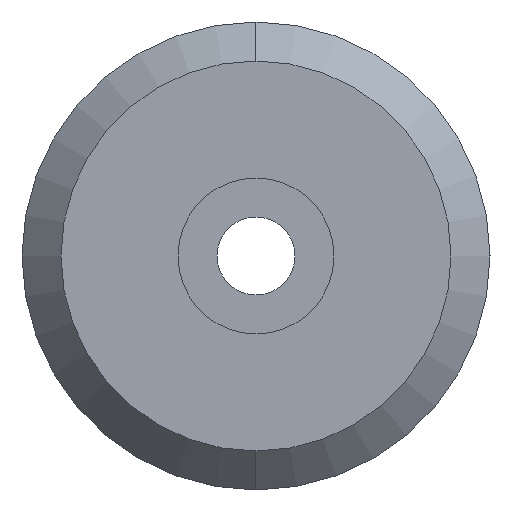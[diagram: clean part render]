
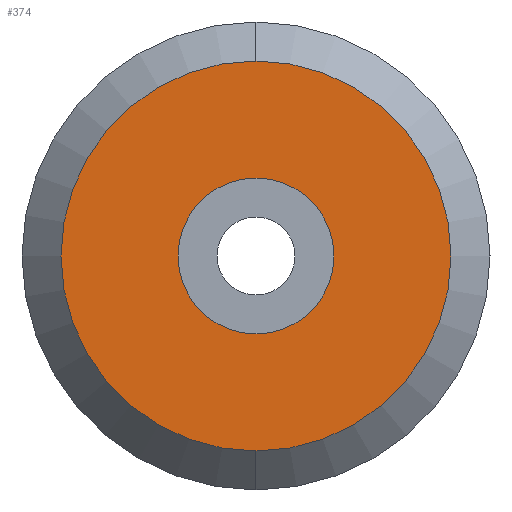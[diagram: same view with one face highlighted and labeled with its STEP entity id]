
A CAD part, left-side view. The second image highlights one B-rep face of the part: STEP entity #374.
In plain terms, the highlighted planar face has unit normal (-1, 0, 0).
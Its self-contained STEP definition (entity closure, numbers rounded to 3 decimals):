
#27 = CARTESIAN_POINT ( 'NONE',  ( -96., 0., 0. ) ) ;
#37 = DIRECTION ( 'NONE',  ( 0., 0., -1. ) ) ;
#88 = VERTEX_POINT ( 'NONE', #1733 ) ;
#161 = ORIENTED_EDGE ( 'NONE', *, *, #1092, .F. ) ;
#183 = DIRECTION ( 'NONE',  ( 0., 0., -1. ) ) ;
#259 = EDGE_LOOP ( 'NONE', ( #161, #861 ) ) ;
#320 = EDGE_CURVE ( 'NONE', #2298, #490, #1712, .T. ) ;
#349 = AXIS2_PLACEMENT_3D ( 'NONE', #867, #2414, #2426 ) ;
#374 = ADVANCED_FACE ( 'NONE', ( #1554, #835 ), #1542, .T. ) ;
#425 = CIRCLE ( 'NONE', #828, 5. ) ;
#435 = DIRECTION ( 'NONE',  ( -1., 0., 0. ) ) ;
#471 = EDGE_LOOP ( 'NONE', ( #1034, #1688 ) ) ;
#490 = VERTEX_POINT ( 'NONE', #2147 ) ;
#598 = EDGE_CURVE ( 'NONE', #88, #1002, #425, .T. ) ;
#695 = EDGE_CURVE ( 'NONE', #490, #2298, #1872, .T. ) ;
#762 = CARTESIAN_POINT ( 'NONE',  ( -96., 0., -5. ) ) ;
#795 = CARTESIAN_POINT ( 'NONE',  ( -96., 0., 0. ) ) ;
#828 = AXIS2_PLACEMENT_3D ( 'NONE', #1061, #2228, #1072 ) ;
#835 = FACE_OUTER_BOUND ( 'NONE', #259, .T. ) ;
#861 = ORIENTED_EDGE ( 'NONE', *, *, #598, .F. ) ;
#867 = CARTESIAN_POINT ( 'NONE',  ( -96., 0., 0. ) ) ;
#981 = CARTESIAN_POINT ( 'NONE',  ( -96., 0., -2. ) ) ;
#1002 = VERTEX_POINT ( 'NONE', #762 ) ;
#1034 = ORIENTED_EDGE ( 'NONE', *, *, #320, .T. ) ;
#1061 = CARTESIAN_POINT ( 'NONE',  ( -96., 0., 0. ) ) ;
#1072 = DIRECTION ( 'NONE',  ( 0., 0., -1. ) ) ;
#1092 = EDGE_CURVE ( 'NONE', #1002, #88, #1997, .T. ) ;
#1497 = AXIS2_PLACEMENT_3D ( 'NONE', #1593, #435, #1782 ) ;
#1542 = PLANE ( 'NONE',  #1497 ) ;
#1554 = FACE_BOUND ( 'NONE', #471, .T. ) ;
#1593 = CARTESIAN_POINT ( 'NONE',  ( -96., 2., 0. ) ) ;
#1618 = AXIS2_PLACEMENT_3D ( 'NONE', #27, #1909, #183 ) ;
#1688 = ORIENTED_EDGE ( 'NONE', *, *, #695, .T. ) ;
#1712 = CIRCLE ( 'NONE', #2403, 2. ) ;
#1733 = CARTESIAN_POINT ( 'NONE',  ( -96., 0., 5. ) ) ;
#1782 = DIRECTION ( 'NONE',  ( 0., 0., 1. ) ) ;
#1872 = CIRCLE ( 'NONE', #349, 2. ) ;
#1909 = DIRECTION ( 'NONE',  ( 1., 0., 0. ) ) ;
#1974 = DIRECTION ( 'NONE',  ( 1., 0., 0. ) ) ;
#1997 = CIRCLE ( 'NONE', #1618, 5. ) ;
#2147 = CARTESIAN_POINT ( 'NONE',  ( -96., 0., 2. ) ) ;
#2228 = DIRECTION ( 'NONE',  ( 1., 0., 0. ) ) ;
#2298 = VERTEX_POINT ( 'NONE', #981 ) ;
#2403 = AXIS2_PLACEMENT_3D ( 'NONE', #795, #1974, #37 ) ;
#2414 = DIRECTION ( 'NONE',  ( 1., 0., 0. ) ) ;
#2426 = DIRECTION ( 'NONE',  ( 0., 0., -1. ) ) ;
